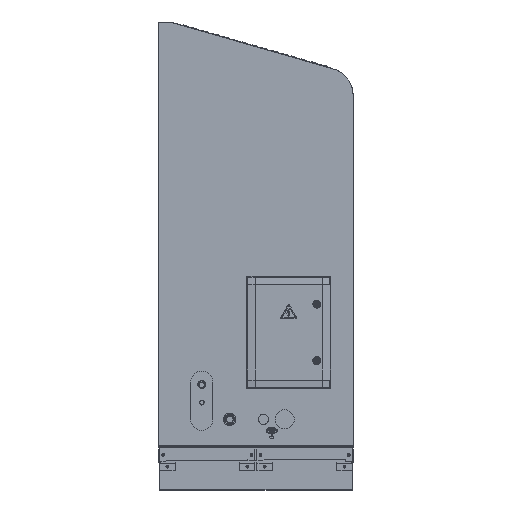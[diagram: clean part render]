
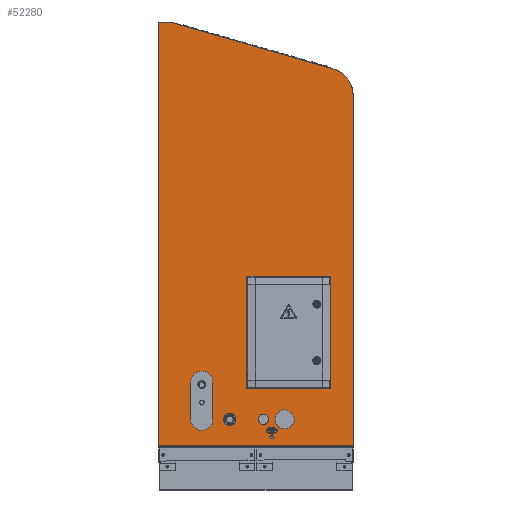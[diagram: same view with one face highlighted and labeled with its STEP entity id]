
A CAD part, left-side view. The second image highlights one B-rep face of the part: STEP entity #52280.
In plain terms, the highlighted planar face has unit normal (-1, 0, 0).
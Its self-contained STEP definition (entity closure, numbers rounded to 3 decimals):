
#7083=LINE('',#154440,#12680);
#7084=LINE('',#154445,#12681);
#7085=LINE('',#154447,#12682);
#7086=LINE('',#154449,#12683);
#7087=LINE('',#154451,#12684);
#7088=LINE('',#154455,#12685);
#7089=LINE('',#154459,#12686);
#12680=VECTOR('',#126193,1.);
#12681=VECTOR('',#126196,1.);
#12682=VECTOR('',#126197,1.);
#12683=VECTOR('',#126198,1.);
#12684=VECTOR('',#126199,1.);
#12685=VECTOR('',#126202,1.);
#12686=VECTOR('',#126205,1.);
#46965=PLANE('',#113681);
#52280=ADVANCED_FACE('',(#57752,#57753,#57754,#57755,#57756),#46965,.F.);
#57752=FACE_BOUND('',#59997,.T.);
#57753=FACE_BOUND('',#59998,.T.);
#57754=FACE_BOUND('',#59999,.T.);
#57755=FACE_BOUND('',#60000,.T.);
#57756=FACE_BOUND('',#60001,.T.);
#59997=EDGE_LOOP('',(#69735));
#59998=EDGE_LOOP('',(#69736));
#59999=EDGE_LOOP('',(#69737));
#60000=EDGE_LOOP('',(#69738,#69739,#69740,#69741,#69742,#69743));
#60001=EDGE_LOOP('',(#69744,#69745,#69746,#69747));
#69735=ORIENTED_EDGE('',*,*,#98292,.T.);
#69736=ORIENTED_EDGE('',*,*,#98293,.F.);
#69737=ORIENTED_EDGE('',*,*,#98294,.F.);
#69738=ORIENTED_EDGE('',*,*,#98295,.F.);
#69739=ORIENTED_EDGE('',*,*,#98296,.F.);
#69740=ORIENTED_EDGE('',*,*,#98297,.F.);
#69741=ORIENTED_EDGE('',*,*,#98298,.F.);
#69742=ORIENTED_EDGE('',*,*,#98299,.F.);
#69743=ORIENTED_EDGE('',*,*,#98300,.F.);
#69744=ORIENTED_EDGE('',*,*,#98301,.F.);
#69745=ORIENTED_EDGE('',*,*,#98302,.F.);
#69746=ORIENTED_EDGE('',*,*,#98303,.F.);
#69747=ORIENTED_EDGE('',*,*,#98304,.F.);
#89899=VERTEX_POINT('',#154435);
#89900=VERTEX_POINT('',#154437);
#89901=VERTEX_POINT('',#154439);
#89902=VERTEX_POINT('',#154441);
#89903=VERTEX_POINT('',#154442);
#89904=VERTEX_POINT('',#154444);
#89905=VERTEX_POINT('',#154446);
#89906=VERTEX_POINT('',#154448);
#89907=VERTEX_POINT('',#154450);
#89908=VERTEX_POINT('',#154453);
#89909=VERTEX_POINT('',#154454);
#89910=VERTEX_POINT('',#154456);
#89911=VERTEX_POINT('',#154458);
#98292=EDGE_CURVE('',#89899,#89899,#108394,.T.);
#98293=EDGE_CURVE('',#89900,#89900,#108395,.T.);
#98294=EDGE_CURVE('',#89901,#89901,#108396,.T.);
#98295=EDGE_CURVE('',#89902,#89903,#7083,.T.);
#98296=EDGE_CURVE('',#89904,#89902,#108397,.T.);
#98297=EDGE_CURVE('',#89905,#89904,#7084,.T.);
#98298=EDGE_CURVE('',#89906,#89905,#7085,.T.);
#98299=EDGE_CURVE('',#89907,#89906,#7086,.T.);
#98300=EDGE_CURVE('',#89903,#89907,#7087,.T.);
#98301=EDGE_CURVE('',#89908,#89909,#108398,.T.);
#98302=EDGE_CURVE('',#89910,#89908,#7088,.T.);
#98303=EDGE_CURVE('',#89911,#89910,#108399,.T.);
#98304=EDGE_CURVE('',#89909,#89911,#7089,.T.);
#108394=CIRCLE('',#113675,34.);
#108395=CIRCLE('',#113676,18.);
#108396=CIRCLE('',#113677,22.5);
#108397=CIRCLE('',#113678,99.5);
#108398=CIRCLE('',#113679,39.);
#108399=CIRCLE('',#113680,39.);
#113675=AXIS2_PLACEMENT_3D('',#154434,#126187,#126188);
#113676=AXIS2_PLACEMENT_3D('',#154436,#126189,#126190);
#113677=AXIS2_PLACEMENT_3D('',#154438,#126191,#126192);
#113678=AXIS2_PLACEMENT_3D('',#154443,#126194,#126195);
#113679=AXIS2_PLACEMENT_3D('',#154452,#126200,#126201);
#113680=AXIS2_PLACEMENT_3D('',#154457,#126203,#126204);
#113681=AXIS2_PLACEMENT_3D('',#154460,#126206,#126207);
#126187=DIRECTION('',(1.,0.,0.));
#126188=DIRECTION('',(0.,0.,-1.));
#126189=DIRECTION('',(-1.,0.,0.));
#126190=DIRECTION('',(0.,0.,1.));
#126191=DIRECTION('',(-1.,0.,0.));
#126192=DIRECTION('',(0.,0.,-1.));
#126193=DIRECTION('',(0.,0.,-1.));
#126194=DIRECTION('',(1.,0.,0.));
#126195=DIRECTION('',(0.,0.,-1.));
#126196=DIRECTION('',(0.,-0.961,-0.276));
#126197=DIRECTION('',(0.,-1.,0.));
#126198=DIRECTION('',(0.,0.,1.));
#126199=DIRECTION('',(0.,1.,0.));
#126200=DIRECTION('',(-1.,0.,0.));
#126201=DIRECTION('',(0.,0.,1.));
#126202=DIRECTION('',(0.,0.,1.));
#126203=DIRECTION('',(-1.,0.,0.));
#126204=DIRECTION('',(0.,0.,1.));
#126205=DIRECTION('',(0.,0.,-1.));
#126206=DIRECTION('',(1.,0.,0.));
#126207=DIRECTION('',(0.,0.,-1.));
#154434=CARTESIAN_POINT('',(0.,243.5,94.));
#154435=CARTESIAN_POINT('',(0.,243.5,60.));
#154436=CARTESIAN_POINT('',(0.,318.5,94.));
#154437=CARTESIAN_POINT('',(0.,318.5,112.));
#154438=CARTESIAN_POINT('',(0.,438.5,94.));
#154439=CARTESIAN_POINT('',(0.,438.5,71.5));
#154440=CARTESIAN_POINT('',(0.,0.5,1242.088));
#154441=CARTESIAN_POINT('',(0.,0.5,1242.088));
#154442=CARTESIAN_POINT('',(0.,0.5,0.));
#154443=CARTESIAN_POINT('',(0.,100.,1242.088));
#154444=CARTESIAN_POINT('',(0.,72.574,1337.733));
#154445=CARTESIAN_POINT('',(0.,72.574,1337.733));
#154446=CARTESIAN_POINT('',(0.,648.928,1503.));
#154447=CARTESIAN_POINT('',(0.,100.,1503.));
#154448=CARTESIAN_POINT('',(0.,690.,1503.));
#154449=CARTESIAN_POINT('',(0.,690.,0.));
#154450=CARTESIAN_POINT('',(0.,690.,0.));
#154451=CARTESIAN_POINT('',(0.,0.5,0.));
#154452=CARTESIAN_POINT('',(0.,537.5,226.));
#154453=CARTESIAN_POINT('',(0.,498.5,226.));
#154454=CARTESIAN_POINT('',(0.,576.5,226.));
#154455=CARTESIAN_POINT('',(0.,498.5,94.));
#154456=CARTESIAN_POINT('',(0.,498.5,94.));
#154457=CARTESIAN_POINT('',(0.,537.5,94.));
#154458=CARTESIAN_POINT('',(0.,576.5,94.));
#154459=CARTESIAN_POINT('',(0.,576.5,226.));
#154460=CARTESIAN_POINT('',(0.,100.,1242.088));
